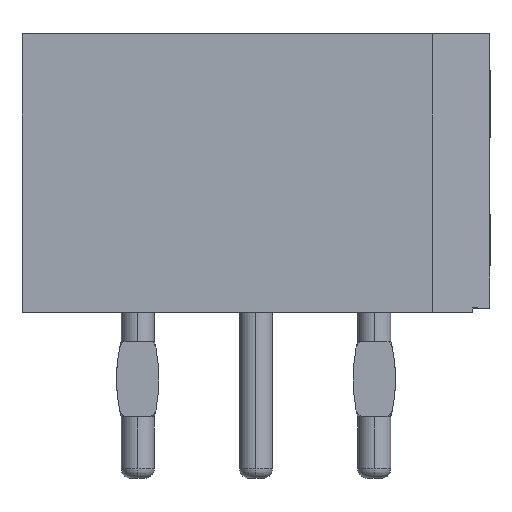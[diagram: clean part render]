
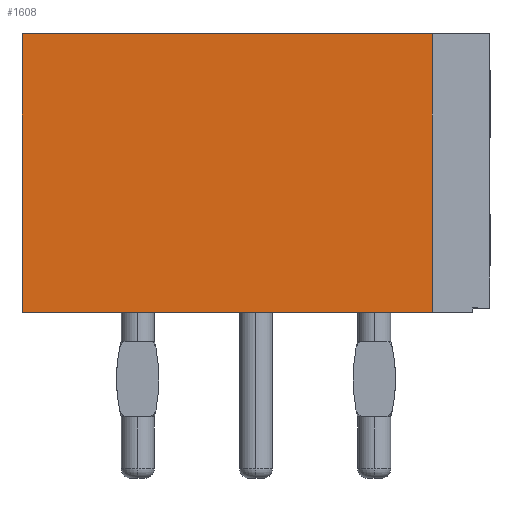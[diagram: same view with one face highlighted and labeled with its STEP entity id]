
A CAD part, top view. The second image highlights one B-rep face of the part: STEP entity #1608.
In plain terms, the highlighted planar face has unit normal (0, 0, 1).
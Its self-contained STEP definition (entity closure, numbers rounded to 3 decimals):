
#79 = CARTESIAN_POINT ( 'NONE',  ( 3.731, 0., 2.45 ) ) ;
#166 = DIRECTION ( 'NONE',  ( 1., 0., 0. ) ) ;
#212 = AXIS2_PLACEMENT_3D ( 'NONE', #3912, #1087, #2845 ) ;
#283 = CARTESIAN_POINT ( 'NONE',  ( -4.95, 0., 2.45 ) ) ;
#506 = LINE ( 'NONE', #3266, #2047 ) ;
#662 = VECTOR ( 'NONE', #3887, 1000. ) ;
#713 = EDGE_CURVE ( 'NONE', #2935, #740, #1822, .T. ) ;
#740 = VERTEX_POINT ( 'NONE', #283 ) ;
#745 = ORIENTED_EDGE ( 'NONE', *, *, #2913, .T. ) ;
#814 = EDGE_LOOP ( 'NONE', ( #1612, #745, #2680, #3049 ) ) ;
#833 = CARTESIAN_POINT ( 'NONE',  ( -4.95, 5.9, 2.45 ) ) ;
#895 = CARTESIAN_POINT ( 'NONE',  ( -4.95, 5.9, 2.45 ) ) ;
#1087 = DIRECTION ( 'NONE',  ( 0., 0., -1. ) ) ;
#1197 = CARTESIAN_POINT ( 'NONE',  ( -4.95, 5.9, 2.45 ) ) ;
#1608 = ADVANCED_FACE ( 'NONE', ( #1736 ), #2519, .F. ) ;
#1612 = ORIENTED_EDGE ( 'NONE', *, *, #4343, .T. ) ;
#1736 = FACE_OUTER_BOUND ( 'NONE', #814, .T. ) ;
#1759 = VECTOR ( 'NONE', #3249, 1000. ) ;
#1822 = LINE ( 'NONE', #833, #2461 ) ;
#1891 = VERTEX_POINT ( 'NONE', #3162 ) ;
#2047 = VECTOR ( 'NONE', #166, 1000. ) ;
#2153 = LINE ( 'NONE', #79, #662 ) ;
#2275 = VERTEX_POINT ( 'NONE', #3372 ) ;
#2461 = VECTOR ( 'NONE', #3936, 1000. ) ;
#2519 = PLANE ( 'NONE',  #212 ) ;
#2680 = ORIENTED_EDGE ( 'NONE', *, *, #4094, .F. ) ;
#2845 = DIRECTION ( 'NONE',  ( -1., 0., 0. ) ) ;
#2913 = EDGE_CURVE ( 'NONE', #2275, #1891, #2153, .T. ) ;
#2935 = VERTEX_POINT ( 'NONE', #895 ) ;
#3049 = ORIENTED_EDGE ( 'NONE', *, *, #713, .T. ) ;
#3162 = CARTESIAN_POINT ( 'NONE',  ( 3.731, 5.9, 2.45 ) ) ;
#3249 = DIRECTION ( 'NONE',  ( 1., 0., 0. ) ) ;
#3266 = CARTESIAN_POINT ( 'NONE',  ( -4.95, 0., 2.45 ) ) ;
#3372 = CARTESIAN_POINT ( 'NONE',  ( 3.731, 0., 2.45 ) ) ;
#3887 = DIRECTION ( 'NONE',  ( 0., 1., 0. ) ) ;
#3912 = CARTESIAN_POINT ( 'NONE',  ( -4.95, 5.9, 2.45 ) ) ;
#3936 = DIRECTION ( 'NONE',  ( 0., -1., 0. ) ) ;
#4094 = EDGE_CURVE ( 'NONE', #2935, #1891, #4359, .T. ) ;
#4343 = EDGE_CURVE ( 'NONE', #740, #2275, #506, .T. ) ;
#4359 = LINE ( 'NONE', #1197, #1759 ) ;
